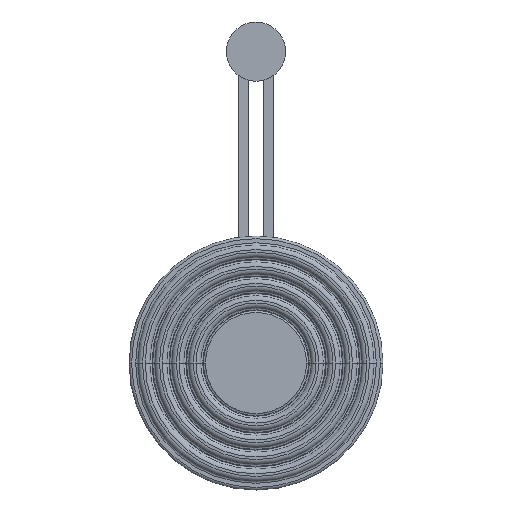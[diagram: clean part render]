
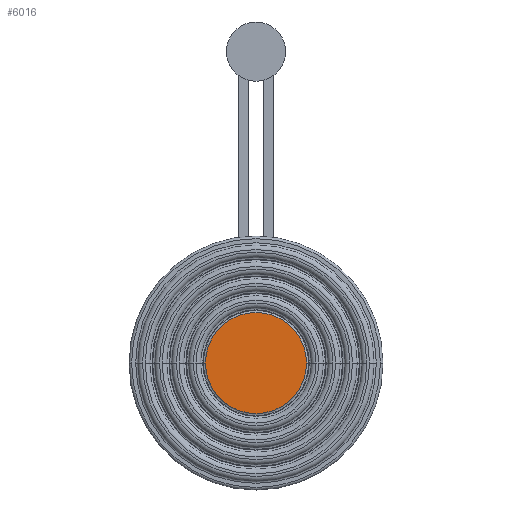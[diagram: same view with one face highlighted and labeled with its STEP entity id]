
A CAD part, top view. The second image highlights one B-rep face of the part: STEP entity #6016.
In plain terms, the highlighted planar face has unit normal (0, 0, 1).
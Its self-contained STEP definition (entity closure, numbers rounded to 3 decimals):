
#883 = PLANE ( 'NONE',  #3942 ) ;
#898 = CARTESIAN_POINT ( 'NONE',  ( 0., 0., 13. ) ) ;
#964 = DIRECTION ( 'NONE',  ( 0., 0., 1. ) ) ;
#1484 = DIRECTION ( 'NONE',  ( 0., 0., 1. ) ) ;
#1574 = FACE_OUTER_BOUND ( 'NONE', #4576, .T. ) ;
#1798 = CARTESIAN_POINT ( 'NONE',  ( 59.75, 0., 13. ) ) ;
#2021 = CARTESIAN_POINT ( 'NONE',  ( 0., 0., 13. ) ) ;
#2055 = ORIENTED_EDGE ( 'NONE', *, *, #4828, .T. ) ;
#2767 = AXIS2_PLACEMENT_3D ( 'NONE', #2021, #1484, #6380 ) ;
#3131 = EDGE_CURVE ( 'NONE', #5661, #3906, #3508, .T. ) ;
#3467 = DIRECTION ( 'NONE',  ( 1., 0., 0. ) ) ;
#3508 = CIRCLE ( 'NONE', #5580, 59.75 ) ;
#3685 = CIRCLE ( 'NONE', #2767, 59.75 ) ;
#3906 = VERTEX_POINT ( 'NONE', #4505 ) ;
#3942 = AXIS2_PLACEMENT_3D ( 'NONE', #4079, #964, #3467 ) ;
#4020 = DIRECTION ( 'NONE',  ( 0., 0., 1. ) ) ;
#4047 = ORIENTED_EDGE ( 'NONE', *, *, #3131, .T. ) ;
#4079 = CARTESIAN_POINT ( 'NONE',  ( 0., 0., 13. ) ) ;
#4505 = CARTESIAN_POINT ( 'NONE',  ( -59.75, 0., 13. ) ) ;
#4576 = EDGE_LOOP ( 'NONE', ( #4047, #2055 ) ) ;
#4828 = EDGE_CURVE ( 'NONE', #3906, #5661, #3685, .T. ) ;
#5580 = AXIS2_PLACEMENT_3D ( 'NONE', #898, #4020, #7835 ) ;
#5661 = VERTEX_POINT ( 'NONE', #1798 ) ;
#6016 = ADVANCED_FACE ( 'NONE', ( #1574 ), #883, .T. ) ;
#6380 = DIRECTION ( 'NONE',  ( 1., 0., 0. ) ) ;
#7835 = DIRECTION ( 'NONE',  ( 1., 0., 0. ) ) ;
